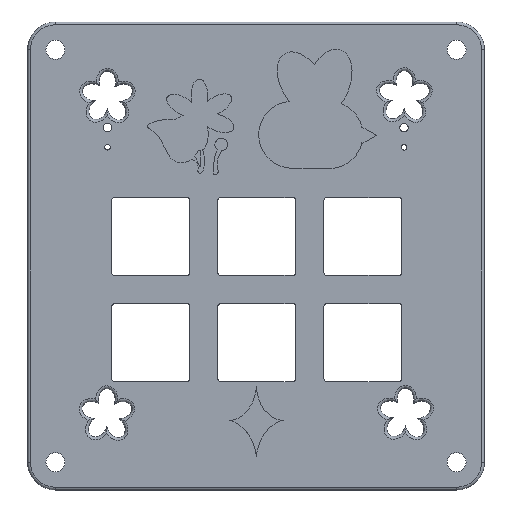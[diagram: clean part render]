
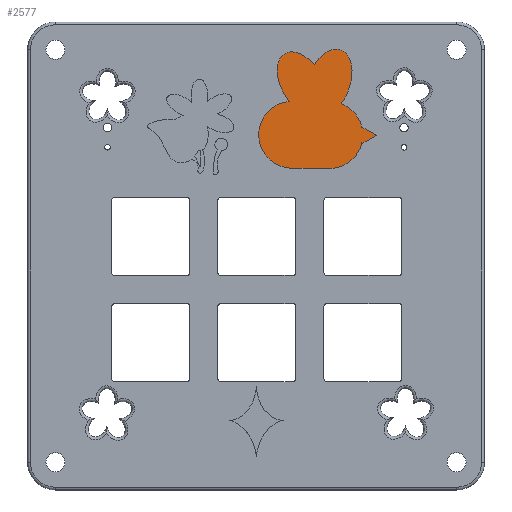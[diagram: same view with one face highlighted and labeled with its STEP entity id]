
A CAD part, top view. The second image highlights one B-rep face of the part: STEP entity #2577.
In plain terms, the highlighted planar face has unit normal (0, 0, 1).
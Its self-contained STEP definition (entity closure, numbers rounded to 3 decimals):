
#148=CIRCLE('',#2791,6.);
#149=CIRCLE('',#2792,6.);
#150=CIRCLE('',#2795,6.);
#197=PLANE('',#2790);
#289=LINE('',#7389,#471);
#290=LINE('',#7391,#472);
#291=LINE('',#7393,#473);
#292=LINE('',#7403,#474);
#293=LINE('',#7404,#475);
#471=VECTOR('',#3176,10.);
#472=VECTOR('',#3177,10.);
#473=VECTOR('',#3178,10.);
#474=VECTOR('',#3187,10.);
#475=VECTOR('',#3188,10.);
#666=FACE_OUTER_BOUND('',#835,.T.);
#835=EDGE_LOOP('',(#1978,#1979,#1980,#1981,#1982,#1983,#1984,#1985,#1986,
#1987));
#1004=ELLIPSE('',#2793,6.25,3.75);
#1005=ELLIPSE('',#2794,6.25,3.75);
#1230=VERTEX_POINT('',#7385);
#1231=VERTEX_POINT('',#7386);
#1232=VERTEX_POINT('',#7388);
#1233=VERTEX_POINT('',#7390);
#1234=VERTEX_POINT('',#7392);
#1235=VERTEX_POINT('',#7394);
#1236=VERTEX_POINT('',#7396);
#1237=VERTEX_POINT('',#7398);
#1238=VERTEX_POINT('',#7400);
#1239=VERTEX_POINT('',#7402);
#1518=EDGE_CURVE('',#1230,#1231,#148,.T.);
#1519=EDGE_CURVE('',#1232,#1230,#289,.T.);
#1520=EDGE_CURVE('',#1233,#1232,#290,.T.);
#1521=EDGE_CURVE('',#1234,#1233,#291,.T.);
#1522=EDGE_CURVE('',#1235,#1234,#149,.T.);
#1523=EDGE_CURVE('',#1236,#1235,#1004,.T.);
#1524=EDGE_CURVE('',#1237,#1236,#1005,.T.);
#1525=EDGE_CURVE('',#1238,#1237,#150,.T.);
#1526=EDGE_CURVE('',#1239,#1238,#292,.T.);
#1527=EDGE_CURVE('',#1231,#1239,#293,.T.);
#1978=ORIENTED_EDGE('',*,*,#1518,.F.);
#1979=ORIENTED_EDGE('',*,*,#1519,.F.);
#1980=ORIENTED_EDGE('',*,*,#1520,.F.);
#1981=ORIENTED_EDGE('',*,*,#1521,.F.);
#1982=ORIENTED_EDGE('',*,*,#1522,.F.);
#1983=ORIENTED_EDGE('',*,*,#1523,.F.);
#1984=ORIENTED_EDGE('',*,*,#1524,.F.);
#1985=ORIENTED_EDGE('',*,*,#1525,.F.);
#1986=ORIENTED_EDGE('',*,*,#1526,.F.);
#1987=ORIENTED_EDGE('',*,*,#1527,.F.);
#2577=ADVANCED_FACE('',(#666),#197,.T.);
#2790=AXIS2_PLACEMENT_3D('',#7384,#3172,#3173);
#2791=AXIS2_PLACEMENT_3D('',#7387,#3174,#3175);
#2792=AXIS2_PLACEMENT_3D('',#7395,#3179,#3180);
#2793=AXIS2_PLACEMENT_3D('',#7397,#3181,#3182);
#2794=AXIS2_PLACEMENT_3D('',#7399,#3183,#3184);
#2795=AXIS2_PLACEMENT_3D('',#7401,#3185,#3186);
#3172=DIRECTION('center_axis',(0.,0.,1.));
#3173=DIRECTION('ref_axis',(-1.,0.,0.));
#3174=DIRECTION('center_axis',(0.,0.,-1.));
#3175=DIRECTION('ref_axis',(-1.,0.,0.));
#3176=DIRECTION('',(0.,1.,0.));
#3177=DIRECTION('',(-0.866,-0.5,0.));
#3178=DIRECTION('',(0.866,-0.5,0.));
#3179=DIRECTION('center_axis',(0.,0.,-1.));
#3180=DIRECTION('ref_axis',(-1.,0.,0.));
#3181=DIRECTION('center_axis',(0.,0.,-1.));
#3182=DIRECTION('ref_axis',(-0.342,-0.94,0.));
#3183=DIRECTION('center_axis',(0.,0.,-1.));
#3184=DIRECTION('ref_axis',(0.5,-0.866,0.));
#3185=DIRECTION('center_axis',(0.,0.,-1.));
#3186=DIRECTION('ref_axis',(-1.,0.,0.));
#3187=DIRECTION('',(0.,1.,0.));
#3188=DIRECTION('',(-1.,0.,0.));
#7384=CARTESIAN_POINT('Origin',(39.471,13.395,2.5));
#7385=CARTESIAN_POINT('',(47.434,7.255,2.5));
#7386=CARTESIAN_POINT('',(40.901,2.73,2.5));
#7387=CARTESIAN_POINT('Origin',(41.607,8.688,2.5));
#7388=CARTESIAN_POINT('',(47.434,7.121,2.5));
#7389=CARTESIAN_POINT('',(47.434,10.325,2.5));
#7390=CARTESIAN_POINT('',(50.032,8.621,2.5));
#7391=CARTESIAN_POINT('',(45.806,6.181,2.5));
#7392=CARTESIAN_POINT('',(47.434,10.121,2.5));
#7393=CARTESIAN_POINT('',(45.038,11.504,2.5));
#7394=CARTESIAN_POINT('',(43.724,14.302,2.5));
#7395=CARTESIAN_POINT('Origin',(41.607,8.688,2.5));
#7396=CARTESIAN_POINT('',(38.928,21.254,2.5));
#7397=CARTESIAN_POINT('Origin',(41.539,18.09,2.5));
#7398=CARTESIAN_POINT('',(34.372,14.71,2.5));
#7399=CARTESIAN_POINT('Origin',(36.736,17.879,2.5));
#7400=CARTESIAN_POINT('',(34.662,2.74,2.5));
#7401=CARTESIAN_POINT('Origin',(34.911,8.735,2.5));
#7402=CARTESIAN_POINT('',(34.662,2.73,2.5));
#7403=CARTESIAN_POINT('',(34.662,8.067,2.5));
#7404=CARTESIAN_POINT('',(37.067,2.73,2.5));
